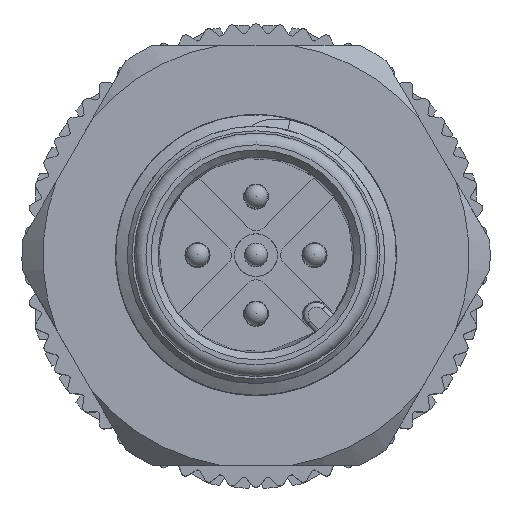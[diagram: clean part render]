
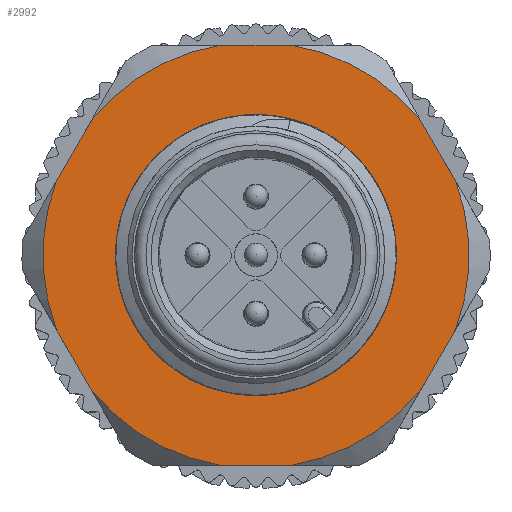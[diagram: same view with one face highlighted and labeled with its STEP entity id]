
A CAD part, top view. The second image highlights one B-rep face of the part: STEP entity #2992.
In plain terms, the highlighted planar face has unit normal (0, 0, 1).
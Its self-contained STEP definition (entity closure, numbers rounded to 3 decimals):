
#294=PLANE('',#11978);
#495=LINE('',#16332,#1304);
#505=LINE('',#16448,#1314);
#507=LINE('',#16463,#1316);
#509=LINE('',#16478,#1318);
#511=LINE('',#16488,#1320);
#994=LINE('',#17963,#1803);
#1304=VECTOR('',#12533,1.);
#1314=VECTOR('',#12593,1.);
#1316=VECTOR('',#12601,1.);
#1318=VECTOR('',#12609,1.);
#1320=VECTOR('',#12617,1.);
#1803=VECTOR('',#14084,1.);
#2121=FACE_BOUND('',#4355,.T.);
#2122=FACE_BOUND('',#4356,.T.);
#2255=CIRCLE('',#11447,9.101);
#2258=CIRCLE('',#11452,9.101);
#2261=CIRCLE('',#11457,9.101);
#2264=CIRCLE('',#11462,9.101);
#2266=CIRCLE('',#11465,9.101);
#2518=CIRCLE('',#11975,9.101);
#2519=CIRCLE('',#11977,6.);
#2992=ADVANCED_FACE('',(#2121,#2122),#294,.T.);
#4355=EDGE_LOOP('',(#6801));
#4356=EDGE_LOOP('',(#6802,#6803,#6804,#6805,#6806,#6807,#6808,#6809,#6810,
#6811,#6812,#6813));
#6801=ORIENTED_EDGE('',*,*,#10554,.F.);
#6802=ORIENTED_EDGE('',*,*,#10549,.F.);
#6803=ORIENTED_EDGE('',*,*,#9795,.F.);
#6804=ORIENTED_EDGE('',*,*,#9804,.T.);
#6805=ORIENTED_EDGE('',*,*,#9791,.F.);
#6806=ORIENTED_EDGE('',*,*,#9809,.F.);
#6807=ORIENTED_EDGE('',*,*,#9784,.F.);
#6808=ORIENTED_EDGE('',*,*,#9814,.F.);
#6809=ORIENTED_EDGE('',*,*,#9776,.F.);
#6810=ORIENTED_EDGE('',*,*,#9818,.T.);
#6811=ORIENTED_EDGE('',*,*,#9770,.F.);
#6812=ORIENTED_EDGE('',*,*,#9767,.F.);
#6813=ORIENTED_EDGE('',*,*,#10553,.F.);
#8607=VERTEX_POINT('',#16331);
#8608=VERTEX_POINT('',#16333);
#8609=VERTEX_POINT('',#16341);
#8614=VERTEX_POINT('',#16357);
#8615=VERTEX_POINT('',#16358);
#8620=VERTEX_POINT('',#16381);
#8621=VERTEX_POINT('',#16383);
#8626=VERTEX_POINT('',#16402);
#8627=VERTEX_POINT('',#16404);
#8630=VERTEX_POINT('',#16417);
#8631=VERTEX_POINT('',#16419);
#9130=VERTEX_POINT('',#17964);
#9132=VERTEX_POINT('',#17977);
#9767=EDGE_CURVE('',#8607,#8608,#495,.T.);
#9770=EDGE_CURVE('',#8608,#8609,#2255,.T.);
#9776=EDGE_CURVE('',#8614,#8615,#2258,.T.);
#9784=EDGE_CURVE('',#8620,#8621,#2261,.T.);
#9791=EDGE_CURVE('',#8626,#8627,#2264,.T.);
#9795=EDGE_CURVE('',#8630,#8631,#2266,.T.);
#9804=EDGE_CURVE('',#8630,#8627,#505,.T.);
#9809=EDGE_CURVE('',#8621,#8626,#507,.T.);
#9814=EDGE_CURVE('',#8615,#8620,#509,.T.);
#9818=EDGE_CURVE('',#8614,#8609,#511,.T.);
#10549=EDGE_CURVE('',#8631,#9130,#994,.T.);
#10553=EDGE_CURVE('',#9130,#8607,#2518,.T.);
#10554=EDGE_CURVE('',#9132,#9132,#2519,.T.);
#11447=AXIS2_PLACEMENT_3D('',#16340,#12537,#12538);
#11452=AXIS2_PLACEMENT_3D('',#16356,#12549,#12550);
#11457=AXIS2_PLACEMENT_3D('',#16382,#12561,#12562);
#11462=AXIS2_PLACEMENT_3D('',#16403,#12573,#12574);
#11465=AXIS2_PLACEMENT_3D('',#16418,#12579,#12580);
#11975=AXIS2_PLACEMENT_3D('',#17974,#14092,#14093);
#11977=AXIS2_PLACEMENT_3D('',#17976,#14096,#14097);
#11978=AXIS2_PLACEMENT_3D('',#17978,#14098,#14099);
#12533=DIRECTION('',(-0.5,-0.866,0.));
#12537=DIRECTION('',(0.,0.,-1.));
#12538=DIRECTION('',(0.769,-0.639,0.));
#12549=DIRECTION('',(0.,0.,-1.));
#12550=DIRECTION('',(-0.169,-0.986,0.));
#12561=DIRECTION('',(0.,0.,-1.));
#12562=DIRECTION('',(-1.,0.,0.));
#12573=DIRECTION('',(0.,0.,-1.));
#12574=DIRECTION('',(-0.769,0.639,0.));
#12579=DIRECTION('',(0.,0.,-1.));
#12580=DIRECTION('',(0.169,0.986,0.));
#12593=DIRECTION('',(-1.,0.,0.));
#12601=DIRECTION('',(0.5,0.866,0.));
#12609=DIRECTION('',(-0.5,0.866,0.));
#12617=DIRECTION('',(1.,0.,0.));
#14084=DIRECTION('',(0.5,-0.866,0.));
#14092=DIRECTION('',(0.,0.,-1.));
#14093=DIRECTION('',(1.,0.,0.));
#14096=DIRECTION('',(0.,0.,1.));
#14097=DIRECTION('',(-1.,0.,0.));
#14098=DIRECTION('',(0.,0.,1.));
#14099=DIRECTION('',(-1.,0.,0.));
#16331=CARTESIAN_POINT('',(8.539,-3.151,-9.1));
#16332=CARTESIAN_POINT('',(8.539,-3.151,-9.1));
#16333=CARTESIAN_POINT('',(6.998,-5.819,-9.1));
#16340=CARTESIAN_POINT('',(0.,0.,-9.1));
#16341=CARTESIAN_POINT('',(1.541,-8.97,-9.1));
#16356=CARTESIAN_POINT('',(0.,0.,-9.1));
#16357=CARTESIAN_POINT('',(-1.541,-8.97,-9.1));
#16358=CARTESIAN_POINT('',(-6.998,-5.819,-9.1));
#16381=CARTESIAN_POINT('',(-8.539,-3.151,-9.1));
#16382=CARTESIAN_POINT('',(0.,0.,-9.1));
#16383=CARTESIAN_POINT('',(-8.539,3.151,-9.1));
#16402=CARTESIAN_POINT('',(-6.998,5.819,-9.1));
#16403=CARTESIAN_POINT('',(0.,0.,-9.1));
#16404=CARTESIAN_POINT('',(-1.541,8.97,-9.1));
#16417=CARTESIAN_POINT('',(1.541,8.97,-9.1));
#16418=CARTESIAN_POINT('',(0.,0.,-9.1));
#16419=CARTESIAN_POINT('',(6.998,5.819,-9.1));
#16448=CARTESIAN_POINT('',(1.541,8.97,-9.1));
#16463=CARTESIAN_POINT('',(-8.539,3.151,-9.1));
#16478=CARTESIAN_POINT('',(-6.998,-5.819,-9.1));
#16488=CARTESIAN_POINT('',(-1.541,-8.97,-9.1));
#17963=CARTESIAN_POINT('',(6.998,5.819,-9.1));
#17964=CARTESIAN_POINT('',(8.539,3.151,-9.1));
#17974=CARTESIAN_POINT('',(0.,0.,-9.1));
#17976=CARTESIAN_POINT('',(0.,0.,-9.1));
#17977=CARTESIAN_POINT('',(-6.,-0.001,-9.1));
#17978=CARTESIAN_POINT('',(0.,0.,-9.1));
